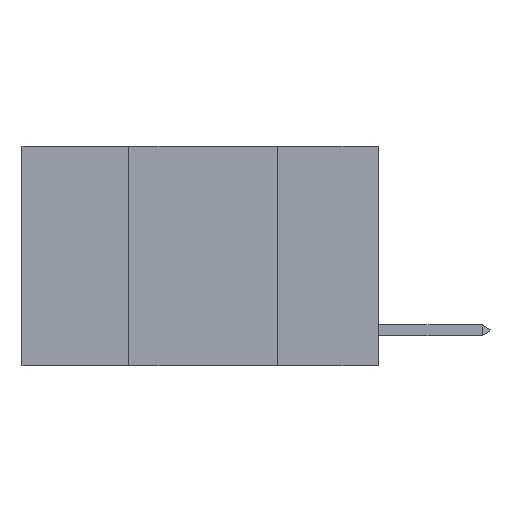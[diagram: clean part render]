
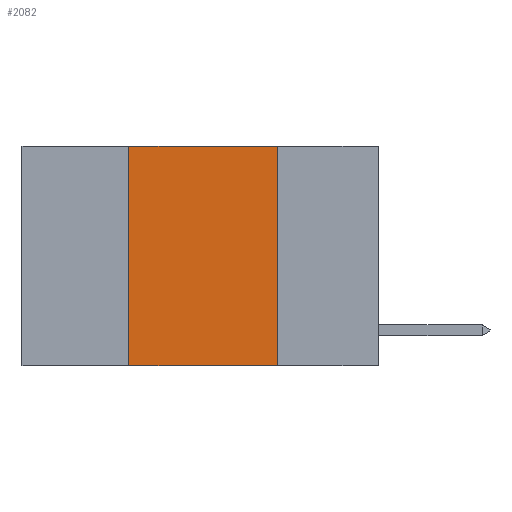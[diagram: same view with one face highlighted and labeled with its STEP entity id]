
A CAD part, left-side view. The second image highlights one B-rep face of the part: STEP entity #2082.
In plain terms, the highlighted planar face has unit normal (-1, 0, 0).
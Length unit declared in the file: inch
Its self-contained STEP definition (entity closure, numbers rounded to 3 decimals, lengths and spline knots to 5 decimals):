
#501 = ORIENTED_EDGE ( 'NONE', *, *, #3380, .T. ) ;
#1155 = CARTESIAN_POINT ( 'NONE',  ( 0., 0.17, -0.37 ) ) ;
#1427 = VECTOR ( 'NONE', #19099, 39.37008 ) ;
#1438 = VERTEX_POINT ( 'NONE', #15612 ) ;
#1569 = DIRECTION ( 'NONE',  ( 0., 0., 1. ) ) ;
#2082 = ADVANCED_FACE ( 'NONE', ( #6192 ), #2575, .F. ) ;
#2575 = PLANE ( 'NONE',  #21674 ) ;
#3380 = EDGE_CURVE ( 'NONE', #1438, #7001, #21464, .T. ) ;
#3649 = CARTESIAN_POINT ( 'NONE',  ( 0., 0.6, 0. ) ) ;
#3713 = DIRECTION ( 'NONE',  ( 0., 0., -1. ) ) ;
#4249 = VECTOR ( 'NONE', #21498, 39.37008 ) ;
#4705 = DIRECTION ( 'NONE',  ( 1., 0., 0. ) ) ;
#4759 = LINE ( 'NONE', #17706, #19943 ) ;
#4921 = LINE ( 'NONE', #3649, #4249 ) ;
#6192 = FACE_OUTER_BOUND ( 'NONE', #15643, .T. ) ;
#7001 = VERTEX_POINT ( 'NONE', #1155 ) ;
#7347 = CARTESIAN_POINT ( 'NONE',  ( 0., 0.6, -0.37 ) ) ;
#7769 = VECTOR ( 'NONE', #1569, 39.37008 ) ;
#8442 = EDGE_CURVE ( 'NONE', #1438, #9494, #12990, .T. ) ;
#8624 = ORIENTED_EDGE ( 'NONE', *, *, #21665, .F. ) ;
#9494 = VERTEX_POINT ( 'NONE', #20565 ) ;
#9921 = CARTESIAN_POINT ( 'NONE',  ( 0., 0.42, 0. ) ) ;
#10738 = ORIENTED_EDGE ( 'NONE', *, *, #16106, .F. ) ;
#12990 = LINE ( 'NONE', #9921, #7769 ) ;
#14681 = CARTESIAN_POINT ( 'NONE',  ( 0., 0.6, 0. ) ) ;
#15612 = CARTESIAN_POINT ( 'NONE',  ( 0., 0.42, -0.37 ) ) ;
#15643 = EDGE_LOOP ( 'NONE', ( #8624, #10738, #20467, #501 ) ) ;
#16106 = EDGE_CURVE ( 'NONE', #9494, #19068, #4921, .T. ) ;
#17706 = CARTESIAN_POINT ( 'NONE',  ( 0., 0.17, 0. ) ) ;
#18630 = DIRECTION ( 'NONE',  ( 0., 0., -1. ) ) ;
#19068 = VERTEX_POINT ( 'NONE', #22391 ) ;
#19099 = DIRECTION ( 'NONE',  ( 0., -1., 0. ) ) ;
#19943 = VECTOR ( 'NONE', #3713, 39.37008 ) ;
#20467 = ORIENTED_EDGE ( 'NONE', *, *, #8442, .F. ) ;
#20565 = CARTESIAN_POINT ( 'NONE',  ( 0., 0.42, 0. ) ) ;
#21464 = LINE ( 'NONE', #7347, #1427 ) ;
#21498 = DIRECTION ( 'NONE',  ( 0., -1., 0. ) ) ;
#21665 = EDGE_CURVE ( 'NONE', #19068, #7001, #4759, .T. ) ;
#21674 = AXIS2_PLACEMENT_3D ( 'NONE', #14681, #4705, #18630 ) ;
#22391 = CARTESIAN_POINT ( 'NONE',  ( 0., 0.17, 0. ) ) ;
